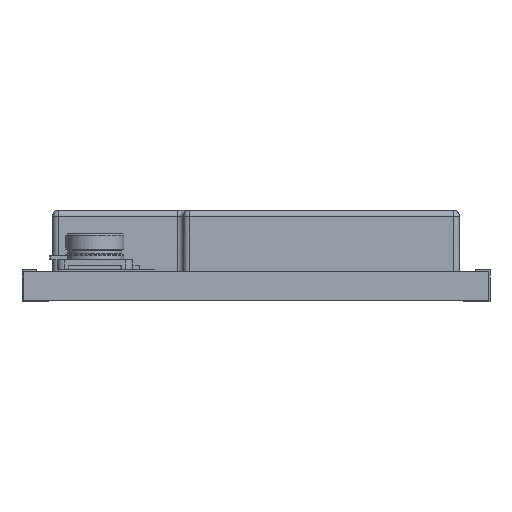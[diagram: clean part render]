
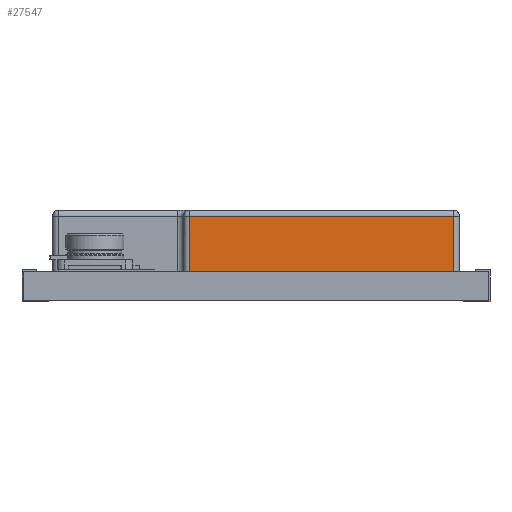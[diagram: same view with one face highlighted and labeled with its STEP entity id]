
A CAD part, front view. The second image highlights one B-rep face of the part: STEP entity #27547.
In plain terms, the highlighted free-form (B-spline) face has degree [1, 1] with [2, 2] control points.
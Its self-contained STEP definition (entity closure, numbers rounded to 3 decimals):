
#27393 = VERTEX_POINT('',#27394);
#27394 = CARTESIAN_POINT('',(9.856,-18.417,
    1.547));
#27400 = EDGE_CURVE('',#27393,#27401,#27403,.T.);
#27401 = VERTEX_POINT('',#27402);
#27402 = CARTESIAN_POINT('',(-3.552,-18.417,
    1.547));
#27403 = B_SPLINE_CURVE_WITH_KNOTS('',1,(#27404,#27405),.UNSPECIFIED.,
  .F.,.F.,(2,2),(-6.8,2.3),.PIECEWISE_BEZIER_KNOTS.);
#27404 = CARTESIAN_POINT('',(9.856,-18.417,
    1.547));
#27405 = CARTESIAN_POINT('',(-3.552,-18.417,
    1.547));
#27547 = ADVANCED_FACE('',(#27548),#27570,.T.);
#27548 = FACE_BOUND('',#27549,.T.);
#27549 = EDGE_LOOP('',(#27550,#27551,#27558,#27565));
#27550 = ORIENTED_EDGE('',*,*,#27400,.F.);
#27551 = ORIENTED_EDGE('',*,*,#27552,.T.);
#27552 = EDGE_CURVE('',#27393,#27553,#27555,.T.);
#27553 = VERTEX_POINT('',#27554);
#27554 = CARTESIAN_POINT('',(9.856,-18.417,
    4.346));
#27555 = B_SPLINE_CURVE_WITH_KNOTS('',1,(#27556,#27557),.UNSPECIFIED.,
  .F.,.F.,(2,2),(-2.1,-0.2),.PIECEWISE_BEZIER_KNOTS.);
#27556 = CARTESIAN_POINT('',(9.856,-18.417,
    1.547));
#27557 = CARTESIAN_POINT('',(9.856,-18.417,
    4.346));
#27558 = ORIENTED_EDGE('',*,*,#27559,.T.);
#27559 = EDGE_CURVE('',#27553,#27560,#27562,.T.);
#27560 = VERTEX_POINT('',#27561);
#27561 = CARTESIAN_POINT('',(-3.552,-18.417,
    4.346));
#27562 = B_SPLINE_CURVE_WITH_KNOTS('',1,(#27563,#27564),.UNSPECIFIED.,
  .F.,.F.,(2,2),(-6.8,2.3),.PIECEWISE_BEZIER_KNOTS.);
#27563 = CARTESIAN_POINT('',(9.856,-18.417,
    4.346));
#27564 = CARTESIAN_POINT('',(-3.552,-18.417,
    4.346));
#27565 = ORIENTED_EDGE('',*,*,#27566,.T.);
#27566 = EDGE_CURVE('',#27560,#27401,#27567,.T.);
#27567 = B_SPLINE_CURVE_WITH_KNOTS('',1,(#27568,#27569),.UNSPECIFIED.,
  .F.,.F.,(2,2),(-1.9,0.),.PIECEWISE_BEZIER_KNOTS.);
#27568 = CARTESIAN_POINT('',(-3.552,-18.417,
    4.346));
#27569 = CARTESIAN_POINT('',(-3.552,-18.417,
    1.547));
#27570 = B_SPLINE_SURFACE_WITH_KNOTS('',1,1,(
    (#27571,#27572)
    ,(#27573,#27574
    )),.UNSPECIFIED.,.F.,.F.,.F.,(2,2),(2,2),(-2.3,6.8),(-2.1
    ,-0.2),.PIECEWISE_BEZIER_KNOTS.);
#27571 = CARTESIAN_POINT('',(-3.552,-18.417,
    1.547));
#27572 = CARTESIAN_POINT('',(-3.552,-18.417,
    4.346));
#27573 = CARTESIAN_POINT('',(9.856,-18.417,
    1.547));
#27574 = CARTESIAN_POINT('',(9.856,-18.417,
    4.346));
